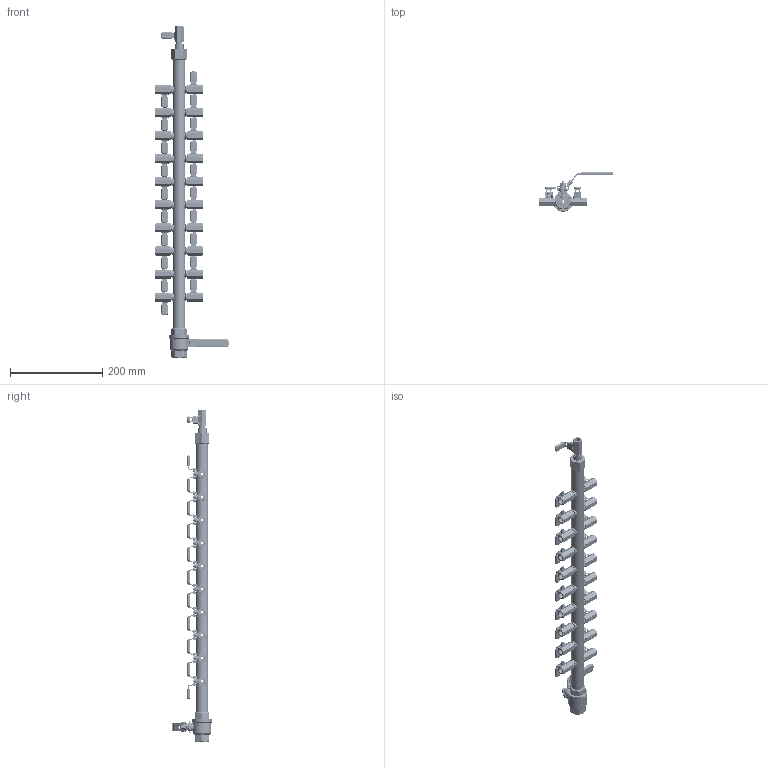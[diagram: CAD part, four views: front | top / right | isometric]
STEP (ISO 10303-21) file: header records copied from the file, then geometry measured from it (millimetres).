
FILE_DESCRIPTION (( 'STEP AP214' ), '1' );
FILE_NAME ('AH34RP20DL-14RV2 20 Way Double Sided Manifold - Venting.STEP', '2024-10-28T20:18:35', ( '' ), ( '' ), 'SwSTEP 2.0', 'SolidWorks 2022', '' );
FILE_SCHEMA (( 'AUTOMOTIVE_DESIGN' ));
Length unit declared in the file: millimetre
Products named in the file (26): D1T-HL Valve Body_Venting; AH34RP20DL-14RV2 20 Way Double Sided Manifold - Venting; Manifold Adaptor; 5mm SS Lock Washer; Lever A2TL-HL; A2TL-HL Valve_A2TL-HL Closed; A2TL-HL Body; D1T-HL Handle Cover; 8mm SS Lock Washer; D1T-HL Valve Body; Lever; AH34RP20DL-14RV2 20 Way Manifold; SLIDE_LOCK-A2TL-HL; 5mm SS Washer; A2TL-HL Handle Cover; BACK_P; m5 Nut; m8 Nut; White letter colouring block; D1T-HL red sleeve_Venting Iso; 5mm Nylon Washer; SLIDE_LOCK; D1T-HL red sleeve_D1T-HL Closed; STEM; m8 Thin Nut; F-CAP
Assembly tree (57 placements, depth 3):
  AH34RP20DL-14RV2 20 Way Double Sided Manifold - Venting
    AH34RP20DL-14RV2 20 Way Manifold
    A2TL-HL Valve_A2TL-HL Closed
      A2TL-HL Body
      m8 Thin Nut
      Lever A2TL-HL
      8mm SS Lock Washer
      m8 Nut
      A2TL-HL Handle Cover
      SLIDE_LOCK-A2TL-HL
    Manifold Adaptor
    D1T-HL red sleeve_D1T-HL Closed
      D1T-HL Valve Body
      STEM
      BACK_P
      F-CAP
      SLIDE_LOCK
      Lever
      5mm Nylon Washer
      5mm SS Washer  x2
      5mm SS Lock Washer
      m5 Nut
      D1T-HL Handle Cover
      White letter colouring block
    D1T-HL red sleeve_Venting Iso  x20
      D1T-HL Valve Body_Venting
      STEM
      BACK_P
      F-CAP
      SLIDE_LOCK
      Lever
      5mm Nylon Washer
      5mm SS Washer
      5mm SS Lock Washer
      m5 Nut
      D1T-HL Handle Cover
      White letter colouring block
Bounding box: 160.61 x 85.6 x 720 mm (x, y, z)
Volume: 504699.3 mm3; surface area: 373865 mm2
Topology: 348 solids, 348 shells, 11935 faces, 30278 edges, 19371 vertices
Faces by surface type: plane 5307, cylinder 3141, bspline 1975, torus 1140, cone 356, sphere 16
Entity records: 82563 total; most frequent: CARTESIAN_POINT 41466, ORIENTED_EDGE 8268, DIRECTION 6741, EDGE_CURVE 4134, VERTEX_POINT 2591, AXIS2_PLACEMENT_3D 2451, LINE 1839, VECTOR 1839
